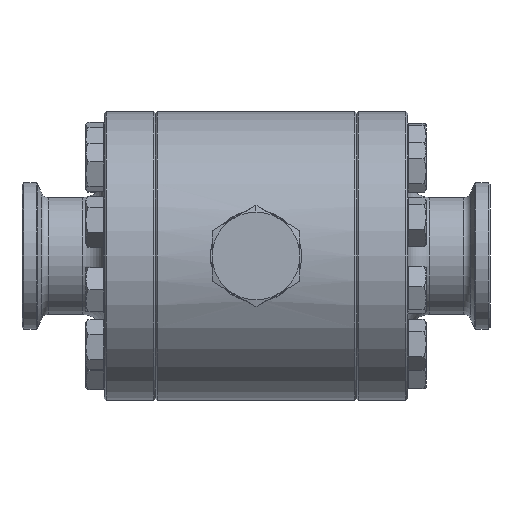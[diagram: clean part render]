
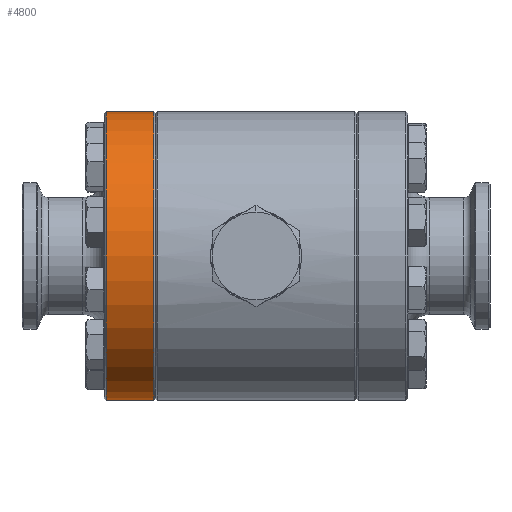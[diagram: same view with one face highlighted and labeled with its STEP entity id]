
A CAD part, front view. The second image highlights one B-rep face of the part: STEP entity #4800.
In plain terms, the highlighted cylindrical face has radius 125.412 mm (diameter 250.825 mm), a partial arc.
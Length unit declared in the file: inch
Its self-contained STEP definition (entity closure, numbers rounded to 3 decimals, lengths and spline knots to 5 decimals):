
#3386 = CARTESIAN_POINT ( 'NONE',  ( -5.1275, 0., -4.9375 ) ) ;
#4800 = ADVANCED_FACE ( 'NONE', ( #28467 ), #34054, .T. ) ;
#5826 = CARTESIAN_POINT ( 'NONE',  ( -3.4975, 0., -4.9375 ) ) ;
#6139 = CARTESIAN_POINT ( 'NONE',  ( -2.45902, 0., 0. ) ) ;
#6199 = AXIS2_PLACEMENT_3D ( 'NONE', #21643, #24972, #11605 ) ;
#6348 = CARTESIAN_POINT ( 'NONE',  ( -3.4975, 0., 0. ) ) ;
#6855 = LINE ( 'NONE', #38948, #26823 ) ;
#8802 = ORIENTED_EDGE ( 'NONE', *, *, #23533, .T. ) ;
#9548 = DIRECTION ( 'NONE',  ( 0., 0., -1. ) ) ;
#11605 = DIRECTION ( 'NONE',  ( 0., 0., -1. ) ) ;
#11633 = LINE ( 'NONE', #22816, #39278 ) ;
#13914 = AXIS2_PLACEMENT_3D ( 'NONE', #6348, #39087, #19088 ) ;
#16251 = DIRECTION ( 'NONE',  ( 1., 0., 0. ) ) ;
#19088 = DIRECTION ( 'NONE',  ( 0., 0., -1. ) ) ;
#19398 = ORIENTED_EDGE ( 'NONE', *, *, #25253, .F. ) ;
#19945 = CARTESIAN_POINT ( 'NONE',  ( -3.4975, 0., 4.9375 ) ) ;
#20648 = EDGE_CURVE ( 'NONE', #29592, #31165, #29284, .T. ) ;
#21643 = CARTESIAN_POINT ( 'NONE',  ( -5.1275, 0., 0. ) ) ;
#22470 = CIRCLE ( 'NONE', #6199, 4.9375 ) ;
#22816 = CARTESIAN_POINT ( 'NONE',  ( -2.45902, 0., -4.9375 ) ) ;
#23204 = EDGE_LOOP ( 'NONE', ( #19398, #8802, #28760, #39978 ) ) ;
#23533 = EDGE_CURVE ( 'NONE', #29633, #34084, #22470, .T. ) ;
#24972 = DIRECTION ( 'NONE',  ( 1., 0., 0. ) ) ;
#25253 = EDGE_CURVE ( 'NONE', #29633, #29592, #6855, .T. ) ;
#25975 = DIRECTION ( 'NONE',  ( 1., 0., 0. ) ) ;
#26823 = VECTOR ( 'NONE', #16251, 39.37008 ) ;
#26992 = EDGE_CURVE ( 'NONE', #34084, #31165, #11633, .T. ) ;
#28467 = FACE_OUTER_BOUND ( 'NONE', #23204, .T. ) ;
#28760 = ORIENTED_EDGE ( 'NONE', *, *, #26992, .T. ) ;
#29284 = CIRCLE ( 'NONE', #13914, 4.9375 ) ;
#29592 = VERTEX_POINT ( 'NONE', #19945 ) ;
#29633 = VERTEX_POINT ( 'NONE', #32936 ) ;
#31165 = VERTEX_POINT ( 'NONE', #5826 ) ;
#32687 = AXIS2_PLACEMENT_3D ( 'NONE', #6139, #35571, #9548 ) ;
#32936 = CARTESIAN_POINT ( 'NONE',  ( -5.1275, 0., 4.9375 ) ) ;
#34054 = CYLINDRICAL_SURFACE ( 'NONE', #32687, 4.9375 ) ;
#34084 = VERTEX_POINT ( 'NONE', #3386 ) ;
#35571 = DIRECTION ( 'NONE',  ( 1., 0., 0. ) ) ;
#38948 = CARTESIAN_POINT ( 'NONE',  ( -2.45902, 0., 4.9375 ) ) ;
#39087 = DIRECTION ( 'NONE',  ( 1., 0., 0. ) ) ;
#39278 = VECTOR ( 'NONE', #25975, 39.37008 ) ;
#39978 = ORIENTED_EDGE ( 'NONE', *, *, #20648, .F. ) ;
